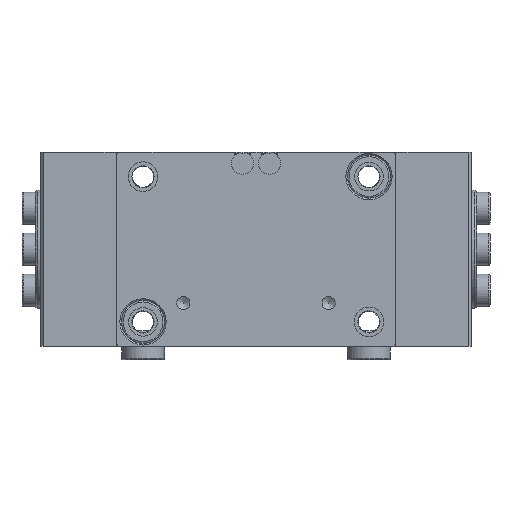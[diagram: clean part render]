
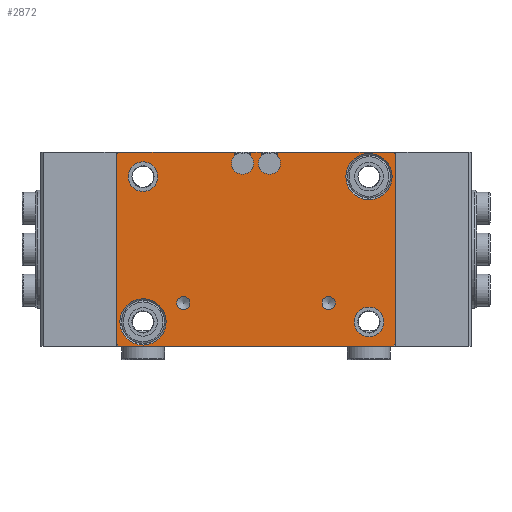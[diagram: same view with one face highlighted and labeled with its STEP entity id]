
A CAD part, front view. The second image highlights one B-rep face of the part: STEP entity #2872.
In plain terms, the highlighted planar face has unit normal (0, -1, 0).
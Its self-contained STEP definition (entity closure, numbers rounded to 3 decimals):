
#1347=CARTESIAN_POINT('',(14.73,-18.0,-10.));
#1348=VERTEX_POINT('',#1347);
#1349=CARTESIAN_POINT('',(13.5,-18.0,-10.));
#1350=DIRECTION('',(0.0,1.0,0.0));
#1351=DIRECTION('',(1.0,0.0,0.0));
#1352=AXIS2_PLACEMENT_3D('',#1349,#1350,#1351);
#1353=CIRCLE('',#1352,1.23);
#1354=EDGE_CURVE('',#1348,#1348,#1353,.T.);
#1426=CARTESIAN_POINT('',(-12.27,-18.0,-10.));
#1427=VERTEX_POINT('',#1426);
#1428=CARTESIAN_POINT('',(-13.5,-18.0,-10.));
#1429=DIRECTION('',(0.0,1.0,0.0));
#1430=DIRECTION('',(1.0,0.0,0.0));
#1431=AXIS2_PLACEMENT_3D('',#1428,#1429,#1430);
#1432=CIRCLE('',#1431,1.23);
#1433=EDGE_CURVE('',#1427,#1427,#1432,.T.);
#1457=CARTESIAN_POINT('',(21.0,-18.0,-16.25));
#1458=VERTEX_POINT('',#1457);
#1459=CARTESIAN_POINT('',(21.0,-18.0,-13.5));
#1460=DIRECTION('',(0.0,-1.0,0.0));
#1461=DIRECTION('',(0.0,0.0,-1.0));
#1462=AXIS2_PLACEMENT_3D('',#1459,#1460,#1461);
#1463=CIRCLE('',#1462,2.75);
#1464=EDGE_CURVE('',#1458,#1458,#1463,.T.);
#1541=CARTESIAN_POINT('',(-21.0,-18.0,10.75));
#1542=VERTEX_POINT('',#1541);
#1543=CARTESIAN_POINT('',(-21.0,-18.0,13.5));
#1544=DIRECTION('',(0.0,-1.0,0.0));
#1545=DIRECTION('',(0.0,0.0,-1.0));
#1546=AXIS2_PLACEMENT_3D('',#1543,#1544,#1545);
#1547=CIRCLE('',#1546,2.75);
#1548=EDGE_CURVE('',#1542,#1542,#1547,.T.);
#1569=CARTESIAN_POINT('',(-21.0,-18.0,-17.8));
#1570=VERTEX_POINT('',#1569);
#1571=CARTESIAN_POINT('',(-21.0,-18.0,-13.5));
#1572=DIRECTION('',(0.0,1.0,0.0));
#1573=DIRECTION('',(0.0,0.0,-1.0));
#1574=AXIS2_PLACEMENT_3D('',#1571,#1572,#1573);
#1575=CIRCLE('',#1574,4.3);
#1576=EDGE_CURVE('',#1570,#1570,#1575,.T.);
#1597=CARTESIAN_POINT('',(21.0,-18.0,9.2));
#1598=VERTEX_POINT('',#1597);
#1599=CARTESIAN_POINT('',(21.0,-18.0,13.5));
#1600=DIRECTION('',(0.0,1.0,0.0));
#1601=DIRECTION('',(0.0,0.0,-1.0));
#1602=AXIS2_PLACEMENT_3D('',#1599,#1600,#1601);
#1603=CIRCLE('',#1602,4.3);
#1604=EDGE_CURVE('',#1598,#1598,#1603,.T.);
#1665=CARTESIAN_POINT('',(1.,-18.0,17.397));
#1666=VERTEX_POINT('',#1665);
#1673=CARTESIAN_POINT('',(4.,-18.0,17.397));
#1674=VERTEX_POINT('',#1673);
#1675=CARTESIAN_POINT('',(2.5,-18.0,16.));
#1676=DIRECTION('',(0.0,1.0,0.0));
#1677=DIRECTION('',(0.0,0.0,-1.0));
#1678=AXIS2_PLACEMENT_3D('',#1675,#1676,#1677);
#1679=CIRCLE('',#1678,2.05);
#1680=EDGE_CURVE('',#1674,#1666,#1679,.T.);
#1707=CARTESIAN_POINT('',(-4.,-18.0,17.397));
#1708=VERTEX_POINT('',#1707);
#1715=CARTESIAN_POINT('',(-1.,-18.0,17.397));
#1716=VERTEX_POINT('',#1715);
#1717=CARTESIAN_POINT('',(-2.5,-18.0,16.0));
#1718=DIRECTION('',(0.0,1.0,0.0));
#1719=DIRECTION('',(0.0,0.0,-1.0));
#1720=AXIS2_PLACEMENT_3D('',#1717,#1718,#1719);
#1721=CIRCLE('',#1720,2.05);
#1722=EDGE_CURVE('',#1716,#1708,#1721,.T.);
#1739=CARTESIAN_POINT('',(-1.,-18.0,17.8));
#1740=VERTEX_POINT('',#1739);
#1741=CARTESIAN_POINT('',(-1.,-18.0,17.8));
#1742=DIRECTION('',(0.0,0.0,-1.0));
#1743=VECTOR('',#1742,0.403);
#1744=LINE('',#1741,#1743);
#1745=EDGE_CURVE('',#1740,#1716,#1744,.T.);
#1770=CARTESIAN_POINT('',(-0.8,-18.0,18.));
#1771=VERTEX_POINT('',#1770);
#1772=CARTESIAN_POINT('',(-0.8,-18.0,18.));
#1773=DIRECTION('',(-0.707,0.0,-0.707));
#1774=VECTOR('',#1773,0.283);
#1775=LINE('',#1772,#1774);
#1776=EDGE_CURVE('',#1771,#1740,#1775,.T.);
#1801=CARTESIAN_POINT('',(0.8,-18.0,18.));
#1802=VERTEX_POINT('',#1801);
#1803=CARTESIAN_POINT('',(0.8,-18.0,18.));
#1804=DIRECTION('',(-1.0,0.0,0.0));
#1805=VECTOR('',#1804,1.6);
#1806=LINE('',#1803,#1805);
#1807=EDGE_CURVE('',#1802,#1771,#1806,.T.);
#1832=CARTESIAN_POINT('',(1.,-18.0,17.8));
#1833=VERTEX_POINT('',#1832);
#1834=CARTESIAN_POINT('',(1.,-18.0,17.8));
#1835=DIRECTION('',(-0.707,0.0,0.707));
#1836=VECTOR('',#1835,0.283);
#1837=LINE('',#1834,#1836);
#1838=EDGE_CURVE('',#1833,#1802,#1837,.T.);
#1863=CARTESIAN_POINT('',(1.,-18.0,17.397));
#1864=DIRECTION('',(0.0,0.0,1.0));
#1865=VECTOR('',#1864,0.403);
#1866=LINE('',#1863,#1865);
#1867=EDGE_CURVE('',#1666,#1833,#1866,.T.);
#1885=CARTESIAN_POINT('',(4.0,-18.0,17.8));
#1886=VERTEX_POINT('',#1885);
#1887=CARTESIAN_POINT('',(4.0,-18.0,17.8));
#1888=DIRECTION('',(0.,0.0,-1.0));
#1889=VECTOR('',#1888,0.403);
#1890=LINE('',#1887,#1889);
#1891=EDGE_CURVE('',#1886,#1674,#1890,.T.);
#1916=CARTESIAN_POINT('',(4.2,-18.0,18.));
#1917=VERTEX_POINT('',#1916);
#1918=CARTESIAN_POINT('',(4.2,-18.0,18.));
#1919=DIRECTION('',(-0.707,0.0,-0.707));
#1920=VECTOR('',#1919,0.283);
#1921=LINE('',#1918,#1920);
#1922=EDGE_CURVE('',#1917,#1886,#1921,.T.);
#1947=CARTESIAN_POINT('',(25.5,-18.0,18.));
#1948=VERTEX_POINT('',#1947);
#1949=CARTESIAN_POINT('',(25.5,-18.0,18.));
#1950=DIRECTION('',(-1.0,0.0,0.0));
#1951=VECTOR('',#1950,21.3);
#1952=LINE('',#1949,#1951);
#1953=EDGE_CURVE('',#1948,#1917,#1952,.T.);
#2225=CARTESIAN_POINT('',(25.5,-18.0,-18.));
#2226=VERTEX_POINT('',#2225);
#2233=CARTESIAN_POINT('',(-25.5,-18.0,-18.));
#2234=VERTEX_POINT('',#2233);
#2235=CARTESIAN_POINT('',(-25.5,-18.0,-18.));
#2236=DIRECTION('',(1.0,0.0,0.0));
#2237=VECTOR('',#2236,51.);
#2238=LINE('',#2235,#2237);
#2239=EDGE_CURVE('',#2234,#2226,#2238,.T.);
#2511=CARTESIAN_POINT('',(-25.5,-18.0,18.));
#2512=VERTEX_POINT('',#2511);
#2519=CARTESIAN_POINT('',(-4.2,-18.0,18.));
#2520=VERTEX_POINT('',#2519);
#2521=CARTESIAN_POINT('',(-4.2,-18.0,18.));
#2522=DIRECTION('',(-1.0,0.0,0.0));
#2523=VECTOR('',#2522,21.3);
#2524=LINE('',#2521,#2523);
#2525=EDGE_CURVE('',#2520,#2512,#2524,.T.);
#2550=CARTESIAN_POINT('',(-4.0,-18.0,17.8));
#2551=VERTEX_POINT('',#2550);
#2552=CARTESIAN_POINT('',(-4.0,-18.0,17.8));
#2553=DIRECTION('',(-0.707,0.0,0.707));
#2554=VECTOR('',#2553,0.283);
#2555=LINE('',#2552,#2554);
#2556=EDGE_CURVE('',#2551,#2520,#2555,.T.);
#2581=CARTESIAN_POINT('',(-4.,-18.0,17.397));
#2582=DIRECTION('',(0.,0.0,1.0));
#2583=VECTOR('',#2582,0.403);
#2584=LINE('',#2581,#2583);
#2585=EDGE_CURVE('',#1708,#2551,#2584,.T.);
#2684=CARTESIAN_POINT('',(-26.0,-18.0,17.5));
#2685=VERTEX_POINT('',#2684);
#2692=CARTESIAN_POINT('',(-25.5,-18.0,18.));
#2693=DIRECTION('',(-0.707,0.0,-0.707));
#2694=VECTOR('',#2693,0.707);
#2695=LINE('',#2692,#2694);
#2696=EDGE_CURVE('',#2512,#2685,#2695,.T.);
#2708=CARTESIAN_POINT('',(-26.0,-18.0,-17.5));
#2709=VERTEX_POINT('',#2708);
#2716=CARTESIAN_POINT('',(-26.0,-18.0,17.5));
#2717=DIRECTION('',(0.0,0.0,-1.0));
#2718=VECTOR('',#2717,35.);
#2719=LINE('',#2716,#2718);
#2720=EDGE_CURVE('',#2685,#2709,#2719,.T.);
#2733=CARTESIAN_POINT('',(-26.0,-18.0,-17.5));
#2734=DIRECTION('',(0.707,0.0,-0.707));
#2735=VECTOR('',#2734,0.707);
#2736=LINE('',#2733,#2735);
#2737=EDGE_CURVE('',#2709,#2234,#2736,.T.);
#2756=CARTESIAN_POINT('',(26.,-18.0,-17.5));
#2757=VERTEX_POINT('',#2756);
#2764=CARTESIAN_POINT('',(25.5,-18.0,-18.));
#2765=DIRECTION('',(0.707,0.0,0.707));
#2766=VECTOR('',#2765,0.707);
#2767=LINE('',#2764,#2766);
#2768=EDGE_CURVE('',#2226,#2757,#2767,.T.);
#2787=CARTESIAN_POINT('',(26.0,-18.0,17.5));
#2788=VERTEX_POINT('',#2787);
#2795=CARTESIAN_POINT('',(26.0,-18.0,-17.5));
#2796=DIRECTION('',(0.0,0.0,1.0));
#2797=VECTOR('',#2796,35.);
#2798=LINE('',#2795,#2797);
#2799=EDGE_CURVE('',#2757,#2788,#2798,.T.);
#2817=CARTESIAN_POINT('',(26.0,-18.0,17.5));
#2818=DIRECTION('',(-0.707,0.0,0.707));
#2819=VECTOR('',#2818,0.707);
#2820=LINE('',#2817,#2819);
#2821=EDGE_CURVE('',#2788,#1948,#2820,.T.);
#2827=CARTESIAN_POINT('',(-2.5,-18.0,16.0));
#2828=DIRECTION('',(0.0,-1.0,0.0));
#2829=DIRECTION('',(0.0,0.0,-1.0));
#2830=AXIS2_PLACEMENT_3D('',#2827,#2828,#2829);
#2831=PLANE('',#2830);
#2832=ORIENTED_EDGE('',*,*,#1891,.T.);
#2833=ORIENTED_EDGE('',*,*,#1680,.T.);
#2834=ORIENTED_EDGE('',*,*,#1867,.T.);
#2835=ORIENTED_EDGE('',*,*,#1838,.T.);
#2836=ORIENTED_EDGE('',*,*,#1807,.T.);
#2837=ORIENTED_EDGE('',*,*,#1776,.T.);
#2838=ORIENTED_EDGE('',*,*,#1745,.T.);
#2839=ORIENTED_EDGE('',*,*,#1722,.T.);
#2840=ORIENTED_EDGE('',*,*,#2585,.T.);
#2841=ORIENTED_EDGE('',*,*,#2556,.T.);
#2842=ORIENTED_EDGE('',*,*,#2525,.T.);
#2843=ORIENTED_EDGE('',*,*,#2696,.T.);
#2844=ORIENTED_EDGE('',*,*,#2720,.T.);
#2845=ORIENTED_EDGE('',*,*,#2737,.T.);
#2846=ORIENTED_EDGE('',*,*,#2239,.T.);
#2847=ORIENTED_EDGE('',*,*,#2768,.T.);
#2848=ORIENTED_EDGE('',*,*,#2799,.T.);
#2849=ORIENTED_EDGE('',*,*,#2821,.T.);
#2850=ORIENTED_EDGE('',*,*,#1953,.T.);
#2851=ORIENTED_EDGE('',*,*,#1922,.T.);
#2852=EDGE_LOOP('',(#2832,#2833,#2834,#2835,#2836,#2837,#2838,#2839,#2840,#2841,#2842,#2843,#2844,#2845,#2846,#2847,#2848,#2849,#2850,#2851));
#2853=FACE_OUTER_BOUND('',#2852,.T.);
#2854=ORIENTED_EDGE('',*,*,#1354,.T.);
#2855=EDGE_LOOP('',(#2854));
#2856=FACE_BOUND('',#2855,.T.);
#2857=ORIENTED_EDGE('',*,*,#1433,.T.);
#2858=EDGE_LOOP('',(#2857));
#2859=FACE_BOUND('',#2858,.T.);
#2860=ORIENTED_EDGE('',*,*,#1548,.F.);
#2861=EDGE_LOOP('',(#2860));
#2862=FACE_BOUND('',#2861,.T.);
#2863=ORIENTED_EDGE('',*,*,#1604,.T.);
#2864=EDGE_LOOP('',(#2863));
#2865=FACE_BOUND('',#2864,.T.);
#2866=ORIENTED_EDGE('',*,*,#1576,.T.);
#2867=EDGE_LOOP('',(#2866));
#2868=FACE_BOUND('',#2867,.T.);
#2869=ORIENTED_EDGE('',*,*,#1464,.F.);
#2870=EDGE_LOOP('',(#2869));
#2871=FACE_BOUND('',#2870,.T.);
#2872=ADVANCED_FACE('',(#2853,#2856,#2859,#2862,#2865,#2868,#2871),#2831,.T.);
